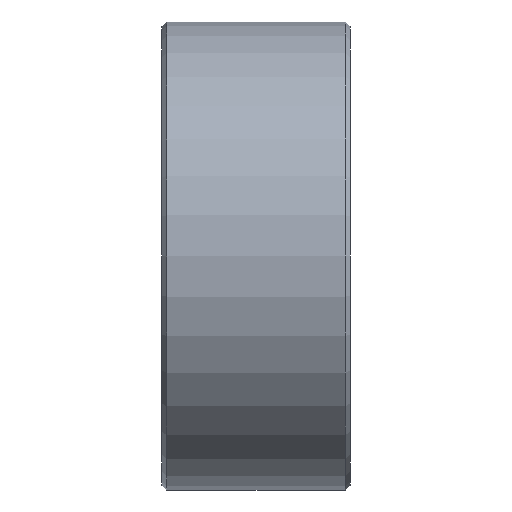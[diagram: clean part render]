
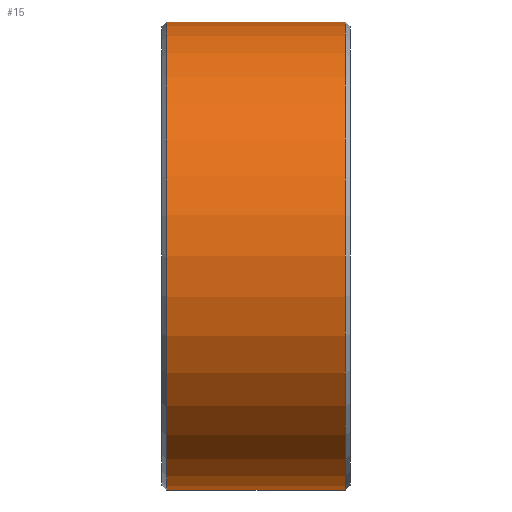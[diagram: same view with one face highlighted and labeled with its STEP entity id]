
A CAD part, left-side view. The second image highlights one B-rep face of the part: STEP entity #15.
In plain terms, the highlighted cylindrical face has radius 4.975 mm (diameter 9.95 mm), a partial arc.
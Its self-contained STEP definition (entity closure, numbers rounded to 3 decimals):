
#12 = CARTESIAN_POINT ( 'NONE',  ( 0., 2., 4.975 ) ) ;
#15 = ADVANCED_FACE ( 'NONE', ( #286 ), #365, .T. ) ;
#27 = AXIS2_PLACEMENT_3D ( 'NONE', #319, #357, #194 ) ;
#47 = DIRECTION ( 'NONE',  ( 0., 0., 1. ) ) ;
#65 = ORIENTED_EDGE ( 'NONE', *, *, #238, .F. ) ;
#68 = VERTEX_POINT ( 'NONE', #245 ) ;
#88 = DIRECTION ( 'NONE',  ( 0., 1., 0. ) ) ;
#115 = DIRECTION ( 'NONE',  ( 0., -1., 0. ) ) ;
#124 = VERTEX_POINT ( 'NONE', #274 ) ;
#137 = ORIENTED_EDGE ( 'NONE', *, *, #143, .T. ) ;
#139 = EDGE_CURVE ( 'NONE', #68, #124, #186, .T. ) ;
#143 = EDGE_CURVE ( 'NONE', #124, #177, #436, .T. ) ;
#150 = VERTEX_POINT ( 'NONE', #242 ) ;
#157 = AXIS2_PLACEMENT_3D ( 'NONE', #338, #115, #299 ) ;
#177 = VERTEX_POINT ( 'NONE', #251 ) ;
#186 = LINE ( 'NONE', #378, #345 ) ;
#190 = AXIS2_PLACEMENT_3D ( 'NONE', #246, #88, #47 ) ;
#194 = DIRECTION ( 'NONE',  ( 0., 0., 1. ) ) ;
#237 = VECTOR ( 'NONE', #380, 1000. ) ;
#238 = EDGE_CURVE ( 'NONE', #150, #177, #248, .T. ) ;
#242 = CARTESIAN_POINT ( 'NONE',  ( 0., 1.9, 4.975 ) ) ;
#245 = CARTESIAN_POINT ( 'NONE',  ( 0., 1.9, -4.975 ) ) ;
#246 = CARTESIAN_POINT ( 'NONE',  ( 0., -1.9, 0. ) ) ;
#248 = LINE ( 'NONE', #12, #237 ) ;
#251 = CARTESIAN_POINT ( 'NONE',  ( 0., -1.9, 4.975 ) ) ;
#274 = CARTESIAN_POINT ( 'NONE',  ( 0., -1.9, -4.975 ) ) ;
#286 = FACE_OUTER_BOUND ( 'NONE', #381, .T. ) ;
#299 = DIRECTION ( 'NONE',  ( 0., 0., -1. ) ) ;
#319 = CARTESIAN_POINT ( 'NONE',  ( 0., 1.9, 0. ) ) ;
#329 = ORIENTED_EDGE ( 'NONE', *, *, #139, .T. ) ;
#330 = ORIENTED_EDGE ( 'NONE', *, *, #405, .T. ) ;
#338 = CARTESIAN_POINT ( 'NONE',  ( 0., 2., 0. ) ) ;
#341 = DIRECTION ( 'NONE',  ( 0., -1., 0. ) ) ;
#345 = VECTOR ( 'NONE', #341, 1000. ) ;
#350 = CIRCLE ( 'NONE', #27, 4.975 ) ;
#357 = DIRECTION ( 'NONE',  ( 0., -1., 0. ) ) ;
#365 = CYLINDRICAL_SURFACE ( 'NONE', #157, 4.975 ) ;
#378 = CARTESIAN_POINT ( 'NONE',  ( 0., 2., -4.975 ) ) ;
#380 = DIRECTION ( 'NONE',  ( 0., -1., 0. ) ) ;
#381 = EDGE_LOOP ( 'NONE', ( #65, #330, #329, #137 ) ) ;
#405 = EDGE_CURVE ( 'NONE', #150, #68, #350, .T. ) ;
#436 = CIRCLE ( 'NONE', #190, 4.975 ) ;
